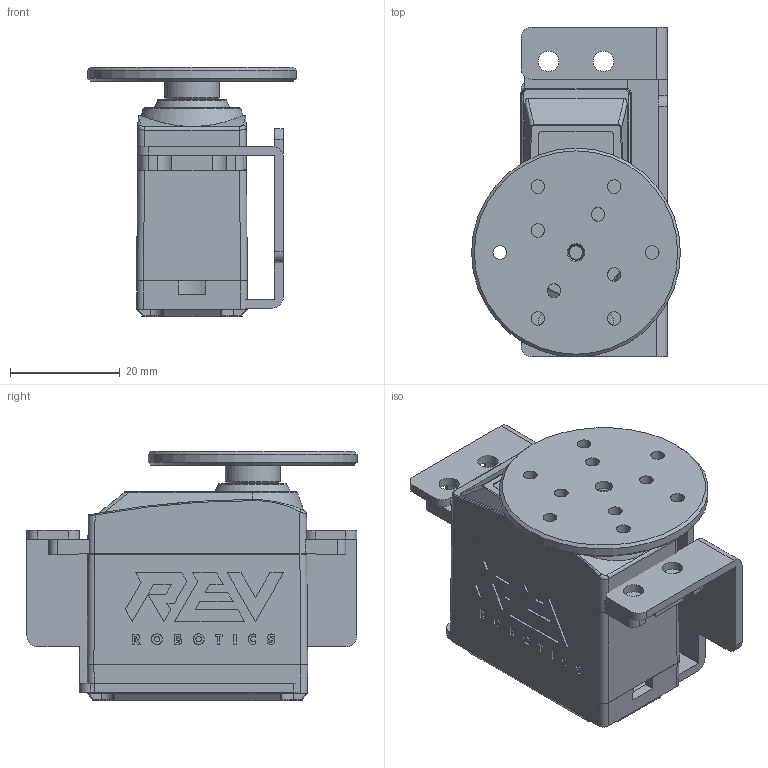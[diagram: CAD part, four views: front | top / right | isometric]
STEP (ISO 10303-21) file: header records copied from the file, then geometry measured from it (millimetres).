
FILE_DESCRIPTION(/* description */ (''),/* implementation_level */ '2;1');
FILE_NAME(/* name */ 'Rev servo v2.step',/* time_stamp */ '2020-11-25T16:54:31-05:00',/* author */ (''),/* organization */ (''),/* preprocessor_version */ 'ST-DEVELOPER v18.1',/* originating_system */ 'Autodesk Translation Framework v9.3.0.1241',/* authorisation */ '');
FILE_SCHEMA (('AUTOMOTIVE_DESIGN { 1 0 10303 214 3 1 1 }'));
Products named in the file (9): Rev servo; stripped servo; A; E; C; B; D; servo mount; servo horn
Assembly tree (8 placements, depth 3):
  Rev servo
    stripped servo
      A
      E
      C
      B
      D
    servo mount
    servo horn
Bounding box: 38 x 60.05 x 45.3 mm (x, y, z)
Volume: 34067.5 mm3; surface area: 22075.9 mm2
Topology: 7 solids, 9 shells, 1055 faces, 2915 edges, 1924 vertices
Faces by surface type: plane 427, cylinder 358, bspline 211, torus 35, cone 16, sphere 8
Full cylindrical faces by diameter (mm): 1.6 x1, 2.1 x2, 2.2 x4, 2.5 x32, 3.2 x3, 3.3 x4, 3.5 x1, 3.7 x11, 4 x2, 5 x1, 5.4 x1, 6 x1, 6.05 x1, 7 x1, 8 x3, 9 x1, 9.3 x1, 10 x2, 10.02 x1, 13 x1, 38 x1
Entity records: 49300 total; most frequent: CARTESIAN_POINT 23010, ORIENTED_EDGE 5822, DIRECTION 4866, EDGE_CURVE 2911, VERTEX_POINT 1924, AXIS2_PLACEMENT_3D 1678, LINE 1510, VECTOR 1510
